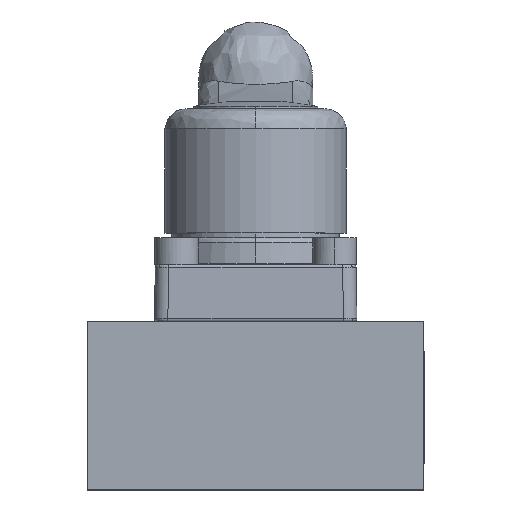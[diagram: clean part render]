
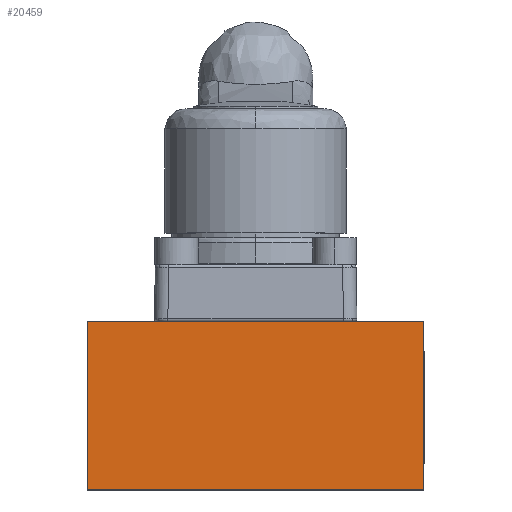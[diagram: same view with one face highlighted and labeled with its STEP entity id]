
A CAD part, top view. The second image highlights one B-rep face of the part: STEP entity #20459.
In plain terms, the highlighted planar face has unit normal (0, 0, 1).
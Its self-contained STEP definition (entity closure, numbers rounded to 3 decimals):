
#3410 = CARTESIAN_POINT ( 'NONE',  ( 50., -50., 30. ) ) ;
#3412 = DIRECTION ( 'NONE',  ( -1., 0., 0. ) ) ;
#3468 = CARTESIAN_POINT ( 'NONE',  ( -50., -50., 30. ) ) ;
#3487 = DIRECTION ( 'NONE',  ( 0., 1., 0. ) ) ;
#3702 = LINE ( 'NONE', #7919, #3720 ) ;
#3720 = VECTOR ( 'NONE', #7944, 1000. ) ;
#3983 = LINE ( 'NONE', #8454, #3997 ) ;
#3997 = VECTOR ( 'NONE', #8455, 1000. ) ;
#6431 = CARTESIAN_POINT ( 'NONE',  ( -50., -50., 30. ) ) ;
#6455 = CARTESIAN_POINT ( 'NONE',  ( 50., -50., 30. ) ) ;
#6491 = CARTESIAN_POINT ( 'NONE',  ( 50., 0., 30. ) ) ;
#6496 = CARTESIAN_POINT ( 'NONE',  ( -50., 0., 30. ) ) ;
#7919 = CARTESIAN_POINT ( 'NONE',  ( -50., 0., 30. ) ) ;
#7944 = DIRECTION ( 'NONE',  ( -1., 0., 0. ) ) ;
#8454 = CARTESIAN_POINT ( 'NONE',  ( 50., -50., 30. ) ) ;
#8455 = DIRECTION ( 'NONE',  ( 0., 1., 0. ) ) ;
#17064 = VERTEX_POINT ( 'NONE', #6496 ) ;
#17066 = VERTEX_POINT ( 'NONE', #6491 ) ;
#17083 = VERTEX_POINT ( 'NONE', #6455 ) ;
#17096 = VERTEX_POINT ( 'NONE', #6431 ) ;
#20035 = LINE ( 'NONE', #3410, #20038 ) ;
#20038 = VECTOR ( 'NONE', #3412, 1000. ) ;
#20052 = LINE ( 'NONE', #3468, #20055 ) ;
#20055 = VECTOR ( 'NONE', #3487, 1000. ) ;
#20459 = ADVANCED_FACE ( 'NONE', ( #23749 ), #22114, .T. ) ;
#21598 = ORIENTED_EDGE ( 'NONE', *, *, #27319, .F. ) ;
#21878 = ORIENTED_EDGE ( 'NONE', *, *, #23288, .T. ) ;
#21887 = ORIENTED_EDGE ( 'NONE', *, *, #23393, .T. ) ;
#21992 = ORIENTED_EDGE ( 'NONE', *, *, #27333, .F. ) ;
#22114 = PLANE ( 'NONE',  #24206 ) ;
#22133 = CARTESIAN_POINT ( 'NONE',  ( -50., -50., 30. ) ) ;
#22134 = DIRECTION ( 'NONE',  ( 0., 0., 1. ) ) ;
#22135 = DIRECTION ( 'NONE',  ( 1., 0., 0. ) ) ;
#23288 = EDGE_CURVE ( 'NONE', #17066, #17064, #3702, .T. ) ;
#23393 = EDGE_CURVE ( 'NONE', #17083, #17066, #3983, .T. ) ;
#23749 = FACE_OUTER_BOUND ( 'NONE', #24701, .T. ) ;
#24206 = AXIS2_PLACEMENT_3D ( 'NONE', #22133, #22134, #22135 ) ;
#24701 = EDGE_LOOP ( 'NONE', ( #21598, #21887, #21878, #21992 ) ) ;
#27319 = EDGE_CURVE ( 'NONE', #17083, #17096, #20035, .T. ) ;
#27333 = EDGE_CURVE ( 'NONE', #17096, #17064, #20052, .T. ) ;
